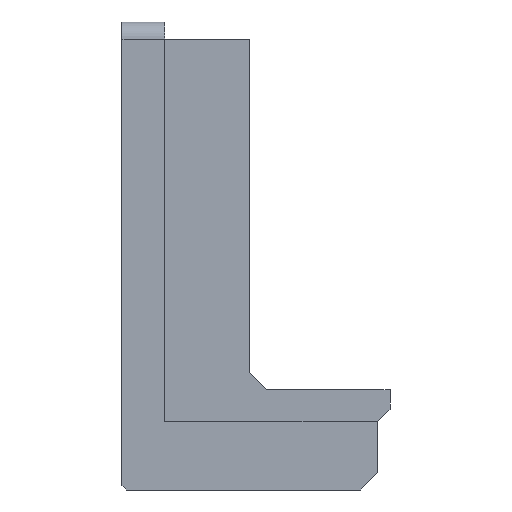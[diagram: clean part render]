
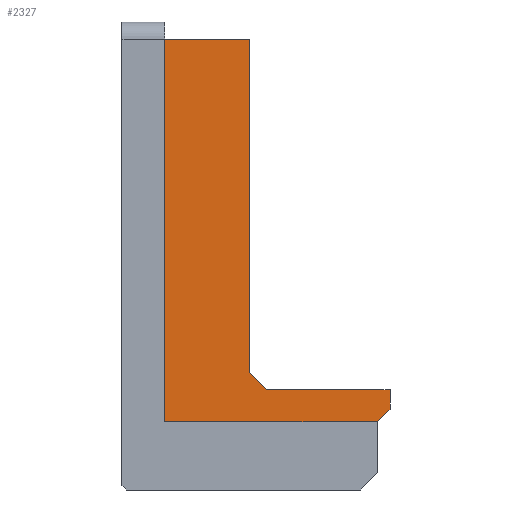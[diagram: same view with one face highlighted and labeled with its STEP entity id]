
A CAD part, left-side view. The second image highlights one B-rep face of the part: STEP entity #2327.
In plain terms, the highlighted planar face has unit normal (-1, 0, 0).
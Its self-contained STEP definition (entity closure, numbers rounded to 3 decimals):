
#206=FACE_OUTER_BOUND('',#338,.T.);
#338=EDGE_LOOP('',(#1971,#1972,#1973,#1974,#1975,#1976,#1977,#1978));
#428=LINE('',#3075,#673);
#453=LINE('',#3137,#698);
#458=LINE('',#3146,#703);
#463=LINE('',#3156,#708);
#497=LINE('',#3222,#742);
#498=LINE('',#3224,#743);
#508=LINE('',#3246,#753);
#615=LINE('',#3959,#860);
#673=VECTOR('',#2542,10.);
#698=VECTOR('',#2587,10.);
#703=VECTOR('',#2594,10.);
#708=VECTOR('',#2601,10.);
#742=VECTOR('',#2657,10.);
#743=VECTOR('',#2660,10.);
#753=VECTOR('',#2682,10.);
#860=VECTOR('',#2895,10.);
#919=VERTEX_POINT('',#3072);
#920=VERTEX_POINT('',#3074);
#946=VERTEX_POINT('',#3134);
#947=VERTEX_POINT('',#3136);
#950=VERTEX_POINT('',#3144);
#954=VERTEX_POINT('',#3154);
#973=VERTEX_POINT('',#3208);
#975=VERTEX_POINT('',#3220);
#1141=EDGE_CURVE('',#919,#920,#428,.T.);
#1171=EDGE_CURVE('',#947,#946,#453,.T.);
#1176=EDGE_CURVE('',#950,#946,#458,.T.);
#1181=EDGE_CURVE('',#950,#954,#463,.T.);
#1215=EDGE_CURVE('',#975,#973,#497,.T.);
#1216=EDGE_CURVE('',#947,#975,#498,.T.);
#1228=EDGE_CURVE('',#919,#973,#508,.T.);
#1407=EDGE_CURVE('',#954,#920,#615,.T.);
#1971=ORIENTED_EDGE('',*,*,#1181,.T.);
#1972=ORIENTED_EDGE('',*,*,#1407,.T.);
#1973=ORIENTED_EDGE('',*,*,#1141,.F.);
#1974=ORIENTED_EDGE('',*,*,#1228,.T.);
#1975=ORIENTED_EDGE('',*,*,#1215,.F.);
#1976=ORIENTED_EDGE('',*,*,#1216,.F.);
#1977=ORIENTED_EDGE('',*,*,#1171,.T.);
#1978=ORIENTED_EDGE('',*,*,#1176,.F.);
#2210=PLANE('',#2475);
#2327=ADVANCED_FACE('',(#206),#2210,.F.);
#2475=AXIS2_PLACEMENT_3D('',#3958,#2893,#2894);
#2542=DIRECTION('',(0.,0.,1.));
#2587=DIRECTION('',(0.,1.,0.));
#2594=DIRECTION('',(0.,-0.707,-0.707));
#2601=DIRECTION('',(0.,0.,1.));
#2657=DIRECTION('',(0.,0.707,-0.707));
#2660=DIRECTION('',(0.,0.,-1.));
#2682=DIRECTION('',(0.,-1.,0.));
#2893=DIRECTION('center_axis',(1.,0.,0.));
#2894=DIRECTION('ref_axis',(0.,1.,0.));
#2895=DIRECTION('',(0.,1.,0.));
#3072=CARTESIAN_POINT('',(-50.5,39.25,11.));
#3074=CARTESIAN_POINT('',(-50.5,39.25,56.));
#3075=CARTESIAN_POINT('',(-50.5,39.25,10.));
#3134=CARTESIAN_POINT('',(-50.5,27.25,14.8));
#3136=CARTESIAN_POINT('',(-50.5,12.75,14.8));
#3137=CARTESIAN_POINT('',(-50.5,16.875,14.8));
#3144=CARTESIAN_POINT('',(-50.5,29.25,16.8));
#3146=CARTESIAN_POINT('',(-50.5,22.925,10.475));
#3154=CARTESIAN_POINT('',(-50.5,29.25,56.));
#3156=CARTESIAN_POINT('',(-50.5,29.25,33.));
#3208=CARTESIAN_POINT('',(-50.5,14.25,11.));
#3220=CARTESIAN_POINT('',(-50.5,12.75,12.5));
#3222=CARTESIAN_POINT('',(-50.5,13.75,11.5));
#3224=CARTESIAN_POINT('',(-50.5,12.75,10.));
#3246=CARTESIAN_POINT('',(-50.5,20.625,11.));
#3958=CARTESIAN_POINT('Origin',(-50.5,12.75,10.));
#3959=CARTESIAN_POINT('',(-50.5,19.375,56.));
